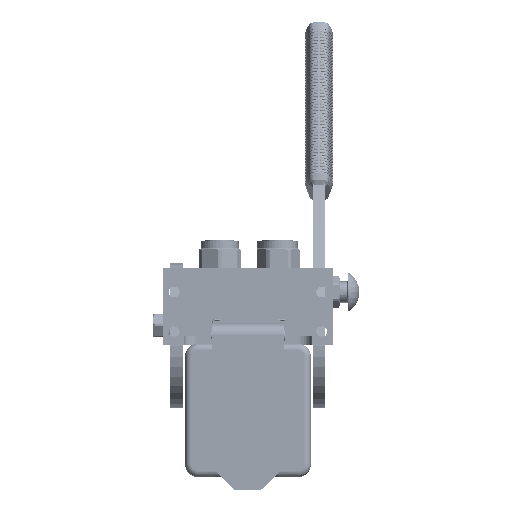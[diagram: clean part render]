
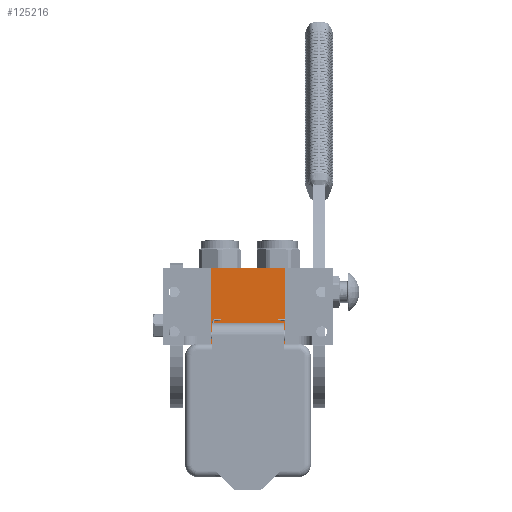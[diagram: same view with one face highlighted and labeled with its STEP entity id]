
A CAD part, left-side view. The second image highlights one B-rep face of the part: STEP entity #125216.
In plain terms, the highlighted face is planar.
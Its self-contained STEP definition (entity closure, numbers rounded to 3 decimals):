
#5176 = VECTOR ( 'NONE', #65688, 1000. ) ;
#9618 = ORIENTED_EDGE ( 'NONE', *, *, #175920, .T. ) ;
#13625 = LINE ( 'NONE', #14517, #71157 ) ;
#14517 = CARTESIAN_POINT ( 'NONE',  ( 29., 0., -107.5 ) ) ;
#16603 = EDGE_CURVE ( 'NONE', #111562, #24498, #13625, .T. ) ;
#18075 = LINE ( 'NONE', #168959, #158566 ) ;
#19672 = LINE ( 'NONE', #44646, #36751 ) ;
#21099 = FACE_OUTER_BOUND ( 'NONE', #91188, .T. ) ;
#24498 = VERTEX_POINT ( 'NONE', #58745 ) ;
#26379 = DIRECTION ( 'NONE',  ( -1., 0., 0. ) ) ;
#36751 = VECTOR ( 'NONE', #112400, 1000. ) ;
#44646 = CARTESIAN_POINT ( 'NONE',  ( 29., 60.2, -107.5 ) ) ;
#52904 = EDGE_CURVE ( 'NONE', #24498, #56649, #19672, .T. ) ;
#54385 = CARTESIAN_POINT ( 'NONE',  ( 29., 0., -107.5 ) ) ;
#56649 = VERTEX_POINT ( 'NONE', #100263 ) ;
#58745 = CARTESIAN_POINT ( 'NONE',  ( 29., 60.2, -107.5 ) ) ;
#63273 = EDGE_CURVE ( 'NONE', #111562, #115238, #149926, .T. ) ;
#65688 = DIRECTION ( 'NONE',  ( -1., 0., 0. ) ) ;
#69103 = ORIENTED_EDGE ( 'NONE', *, *, #63273, .T. ) ;
#71157 = VECTOR ( 'NONE', #97775, 1000. ) ;
#86125 = ORIENTED_EDGE ( 'NONE', *, *, #16603, .F. ) ;
#91188 = EDGE_LOOP ( 'NONE', ( #9618, #176524, #86125, #69103 ) ) ;
#97775 = DIRECTION ( 'NONE',  ( 0., 1., 0. ) ) ;
#97883 = CARTESIAN_POINT ( 'NONE',  ( -29., 0., -107.5 ) ) ;
#100263 = CARTESIAN_POINT ( 'NONE',  ( -29., 60.2, -107.5 ) ) ;
#111562 = VERTEX_POINT ( 'NONE', #54385 ) ;
#112400 = DIRECTION ( 'NONE',  ( -1., 0., 0. ) ) ;
#115238 = VERTEX_POINT ( 'NONE', #97883 ) ;
#118376 = AXIS2_PLACEMENT_3D ( 'NONE', #172765, #148900, #26379 ) ;
#125216 = ADVANCED_FACE ( 'NONE', ( #21099 ), #159038, .T. ) ;
#148900 = DIRECTION ( 'NONE',  ( 0., 0., -1. ) ) ;
#149926 = LINE ( 'NONE', #173951, #5176 ) ;
#155231 = DIRECTION ( 'NONE',  ( 0., 1., 0. ) ) ;
#158566 = VECTOR ( 'NONE', #155231, 1000. ) ;
#159038 = PLANE ( 'NONE',  #118376 ) ;
#168959 = CARTESIAN_POINT ( 'NONE',  ( -29., 0., -107.5 ) ) ;
#172765 = CARTESIAN_POINT ( 'NONE',  ( 29., 0., -107.5 ) ) ;
#173951 = CARTESIAN_POINT ( 'NONE',  ( 29., 0., -107.5 ) ) ;
#175920 = EDGE_CURVE ( 'NONE', #115238, #56649, #18075, .T. ) ;
#176524 = ORIENTED_EDGE ( 'NONE', *, *, #52904, .F. ) ;
